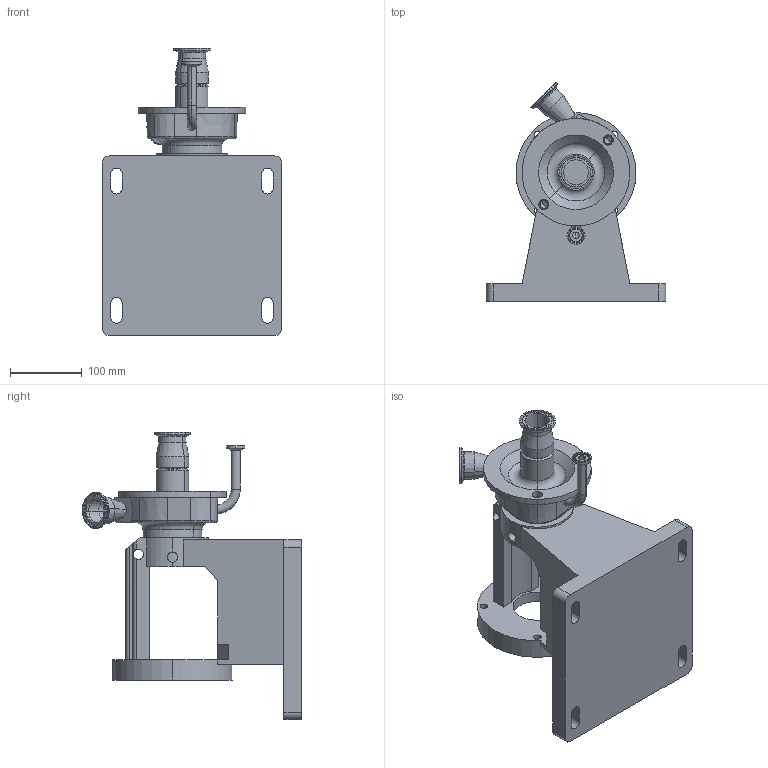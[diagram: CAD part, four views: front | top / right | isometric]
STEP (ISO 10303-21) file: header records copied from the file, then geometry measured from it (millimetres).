
FILE_DESCRIPTION (( 'STEP AP214' ), '1' );
FILE_NAME ('FP 700 140TC 45L 1-2 In ELBOW FRONT.STEP', '2010-03-02T20:03:26', ( ' ' ), ( '' ), 'SwSTEP 2.0', 'SolidWorks 2010', '' );
FILE_SCHEMA (( 'AUTOMOTIVE_DESIGN' ));
Length unit declared in the file: millimetre
Products named in the file (2): FP 700 140TC 45L 1-2 In ELBOW FRONT^1275000102; FP 700 140TC 45L 1-2 In ELBOW FRONT
Assembly tree (1 placements, depth 2):
  FP 700 140TC 45L 1-2 In ELBOW FRONT
    FP 700 140TC 45L 1-2 In ELBOW FRONT^1275000102
Bounding box: 250 x 305.63 x 399.6 mm (x, y, z)
Volume: 5348462.3 mm3; surface area: 451920.7 mm2
Topology: 1 solids, 1 shells, 313 faces, 805 edges, 497 vertices
Faces by surface type: cylinder 127, plane 85, cone 59, torus 41, sphere 1
Entity records: 10412 total; most frequent: CARTESIAN_POINT 2476, DIRECTION 1779, ORIENTED_EDGE 1602, EDGE_CURVE 801, AXIS2_PLACEMENT_3D 702, VERTEX_POINT 497, CIRCLE 385, LINE 375
